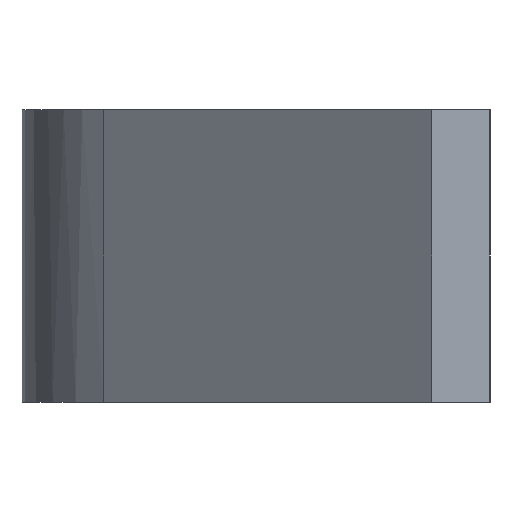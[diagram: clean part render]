
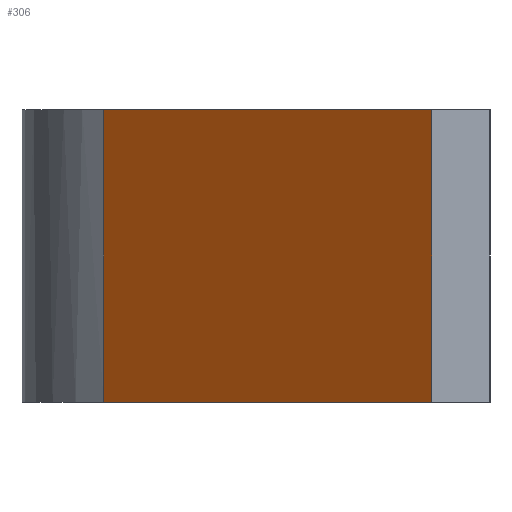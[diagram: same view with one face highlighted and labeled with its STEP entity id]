
A CAD part, left-side view. The second image highlights one B-rep face of the part: STEP entity #306.
In plain terms, the highlighted planar face has unit normal (-0.759, 0.651, 0).
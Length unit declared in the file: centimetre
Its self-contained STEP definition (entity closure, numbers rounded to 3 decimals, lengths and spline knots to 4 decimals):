
#26=PLANE('',#346);
#42=FACE_OUTER_BOUND('',#58,.T.);
#58=EDGE_LOOP('',(#283,#284,#285,#286));
#68=LINE('',#466,#100);
#75=LINE('',#484,#107);
#88=LINE('',#514,#120);
#90=LINE('',#518,#122);
#100=VECTOR('',#378,1.);
#107=VECTOR('',#393,1.);
#120=VECTOR('',#424,1.);
#122=VECTOR('',#430,1.);
#144=VERTEX_POINT('',#463);
#145=VERTEX_POINT('',#465);
#152=VERTEX_POINT('',#482);
#160=VERTEX_POINT('',#512);
#175=EDGE_CURVE('',#144,#145,#68,.T.);
#185=EDGE_CURVE('',#152,#144,#75,.T.);
#200=EDGE_CURVE('',#160,#152,#88,.T.);
#202=EDGE_CURVE('',#160,#145,#90,.T.);
#283=ORIENTED_EDGE('',*,*,#175,.F.);
#284=ORIENTED_EDGE('',*,*,#185,.F.);
#285=ORIENTED_EDGE('',*,*,#200,.F.);
#286=ORIENTED_EDGE('',*,*,#202,.T.);
#306=ADVANCED_FACE('',(#42),#26,.F.);
#346=AXIS2_PLACEMENT_3D('',#519,#431,#432);
#378=DIRECTION('',(0.,0.,1.));
#393=DIRECTION('',(0.651,0.759,0.));
#424=DIRECTION('',(0.,0.,-1.));
#430=DIRECTION('',(0.651,0.759,0.));
#431=DIRECTION('center_axis',(0.759,-0.651,0.));
#432=DIRECTION('ref_axis',(0.,0.,-1.));
#463=CARTESIAN_POINT('',(2.4014,3.3016,0.));
#465=CARTESIAN_POINT('',(2.4014,3.3016,2.5));
#466=CARTESIAN_POINT('',(2.4014,3.3016,2.5));
#482=CARTESIAN_POINT('',(0.,0.5,0.));
#484=CARTESIAN_POINT('',(0.,0.5,0.));
#512=CARTESIAN_POINT('',(0.,0.5,2.5));
#514=CARTESIAN_POINT('',(0.,0.5,2.5));
#518=CARTESIAN_POINT('',(0.,0.5,2.5));
#519=CARTESIAN_POINT('Origin',(0.,0.5,2.5));
